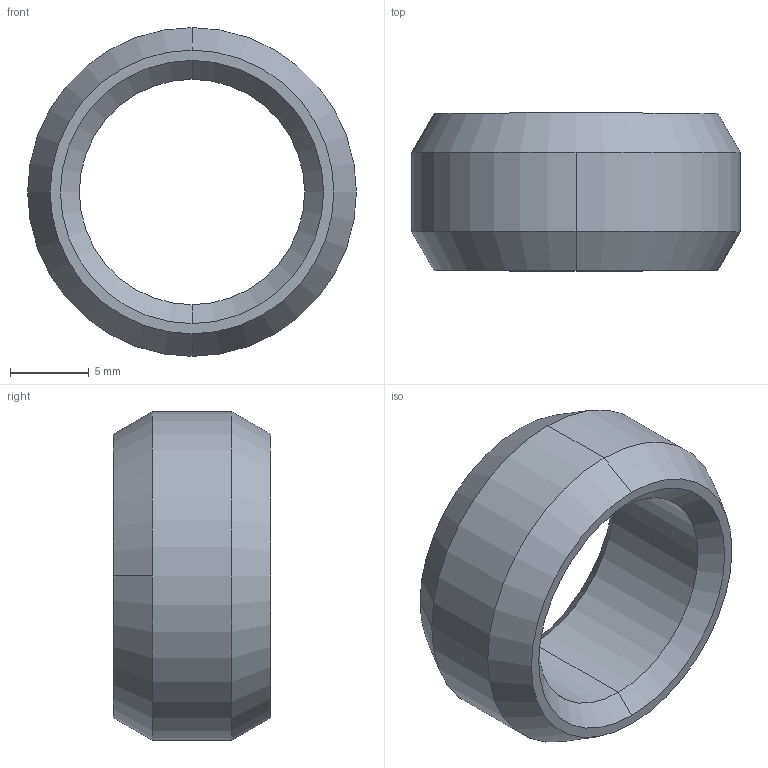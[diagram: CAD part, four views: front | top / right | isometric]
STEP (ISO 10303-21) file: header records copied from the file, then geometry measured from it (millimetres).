
FILE_DESCRIPTION(( 'RA.15A12.38.STEP' ), '1');
FILE_NAME( 'RA.15A12.38.STEP', '2018-10-11T09:57:52',( 'Sopra'),('sopra-pneumatic.com'), 'SwSTEP 2.0','SolidWorks 2009','' );
FILE_SCHEMA (( 'AUTOMOTIVE_DESIGN' ));
Length unit declared in the file: millimetre
Products named in the file (1): 020950001AF00A
Bounding box: 20.87 x 10 x 20.87 mm (x, y, z)
Volume: 1523.4 mm3; surface area: 1257.8 mm2
Topology: 1 solids, 1 shells, 14 faces, 30 edges, 18 vertices
Faces by surface type: cone 8, cylinder 4, plane 2
Entity records: 422 total; most frequent: DIRECTION 78, CARTESIAN_POINT 63, ORIENTED_EDGE 60, AXIS2_PLACEMENT_3D 33, EDGE_CURVE 30, CIRCLE 18, VERTEX_POINT 18, EDGE_LOOP 16
